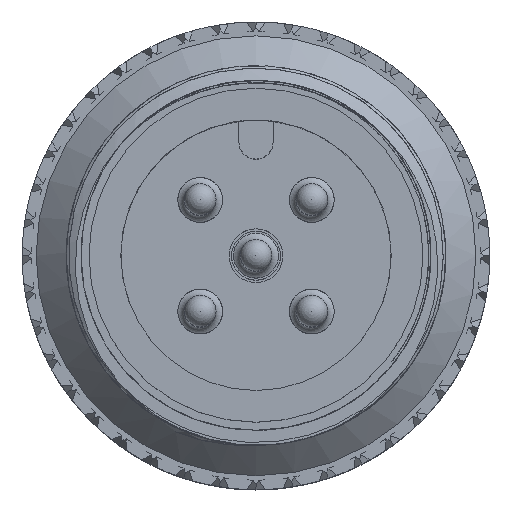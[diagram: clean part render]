
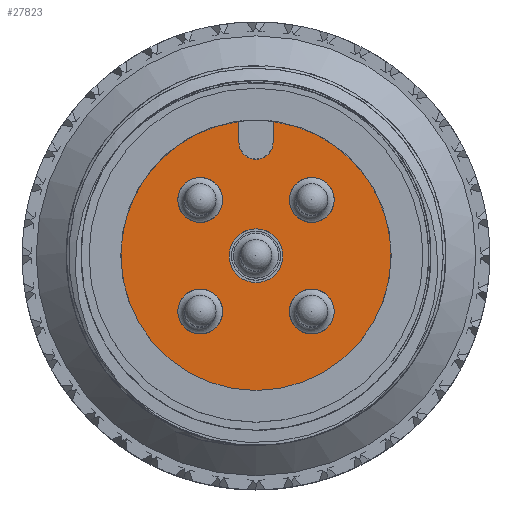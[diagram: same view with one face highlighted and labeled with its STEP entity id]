
A CAD part, top view. The second image highlights one B-rep face of the part: STEP entity #27823.
In plain terms, the highlighted planar face has unit normal (0, 0, 1).
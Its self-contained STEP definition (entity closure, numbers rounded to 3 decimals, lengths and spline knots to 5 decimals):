
#7204=FACE_BOUND('',#9484,.T.);
#7205=FACE_BOUND('',#9485,.T.);
#7206=FACE_BOUND('',#9486,.T.);
#7207=FACE_BOUND('',#9487,.T.);
#7208=FACE_BOUND('',#9488,.T.);
#7303=PLANE('',#30060);
#7500=FACE_OUTER_BOUND('',#9483,.T.);
#9483=EDGE_LOOP('',(#19312,#19313,#19314,#19315,#19316));
#9484=EDGE_LOOP('',(#19317,#19318));
#9485=EDGE_LOOP('',(#19319,#19320));
#9486=EDGE_LOOP('',(#19321,#19322));
#9487=EDGE_LOOP('',(#19323,#19324));
#9488=EDGE_LOOP('',(#19325,#19326));
#11546=LINE('',#33854,#11842);
#11551=LINE('',#33868,#11847);
#11842=VECTOR('',#31263,0.3937);
#11847=VECTOR('',#31276,0.3937);
#12136=CIRCLE('',#30018,0.0275);
#12137=CIRCLE('',#30019,0.0275);
#12144=CIRCLE('',#30029,0.0275);
#12145=CIRCLE('',#30030,0.0275);
#12152=CIRCLE('',#30040,0.0275);
#12153=CIRCLE('',#30041,0.0275);
#12160=CIRCLE('',#30051,0.0275);
#12161=CIRCLE('',#30052,0.0275);
#12162=CIRCLE('',#30055,0.021);
#12165=CIRCLE('',#30061,0.166);
#12166=CIRCLE('',#30062,0.166);
#12167=CIRCLE('',#30063,0.033);
#12168=CIRCLE('',#30064,0.033);
#12576=VERTEX_POINT('',#33783);
#12577=VERTEX_POINT('',#33785);
#12584=VERTEX_POINT('',#33804);
#12585=VERTEX_POINT('',#33806);
#12592=VERTEX_POINT('',#33825);
#12593=VERTEX_POINT('',#33827);
#12600=VERTEX_POINT('',#33846);
#12601=VERTEX_POINT('',#33848);
#12602=VERTEX_POINT('',#33852);
#12603=VERTEX_POINT('',#33853);
#12606=VERTEX_POINT('',#33861);
#12608=VERTEX_POINT('',#33867);
#12610=VERTEX_POINT('',#33875);
#12611=VERTEX_POINT('',#33878);
#12612=VERTEX_POINT('',#33879);
#14964=EDGE_CURVE('',#12577,#12576,#12136,.T.);
#14965=EDGE_CURVE('',#12576,#12577,#12137,.T.);
#14974=EDGE_CURVE('',#12585,#12584,#12144,.T.);
#14975=EDGE_CURVE('',#12584,#12585,#12145,.T.);
#14984=EDGE_CURVE('',#12593,#12592,#12152,.T.);
#14985=EDGE_CURVE('',#12592,#12593,#12153,.T.);
#14994=EDGE_CURVE('',#12601,#12600,#12160,.T.);
#14995=EDGE_CURVE('',#12600,#12601,#12161,.T.);
#14996=EDGE_CURVE('',#12602,#12603,#11546,.T.);
#15000=EDGE_CURVE('',#12603,#12606,#12162,.T.);
#15003=EDGE_CURVE('',#12606,#12608,#11551,.T.);
#15007=EDGE_CURVE('',#12610,#12608,#12165,.T.);
#15008=EDGE_CURVE('',#12602,#12610,#12166,.T.);
#15009=EDGE_CURVE('',#12611,#12612,#12167,.T.);
#15010=EDGE_CURVE('',#12612,#12611,#12168,.T.);
#19312=ORIENTED_EDGE('',*,*,#14996,.T.);
#19313=ORIENTED_EDGE('',*,*,#15000,.T.);
#19314=ORIENTED_EDGE('',*,*,#15003,.T.);
#19315=ORIENTED_EDGE('',*,*,#15007,.F.);
#19316=ORIENTED_EDGE('',*,*,#15008,.F.);
#19317=ORIENTED_EDGE('',*,*,#14964,.T.);
#19318=ORIENTED_EDGE('',*,*,#14965,.T.);
#19319=ORIENTED_EDGE('',*,*,#14974,.T.);
#19320=ORIENTED_EDGE('',*,*,#14975,.T.);
#19321=ORIENTED_EDGE('',*,*,#14984,.T.);
#19322=ORIENTED_EDGE('',*,*,#14985,.T.);
#19323=ORIENTED_EDGE('',*,*,#14994,.T.);
#19324=ORIENTED_EDGE('',*,*,#14995,.T.);
#19325=ORIENTED_EDGE('',*,*,#15009,.T.);
#19326=ORIENTED_EDGE('',*,*,#15010,.T.);
#27823=ADVANCED_FACE('',(#7500,#7204,#7205,#7206,#7207,#7208),#7303,.T.);
#30018=AXIS2_PLACEMENT_3D('',#33786,#31185,#31186);
#30019=AXIS2_PLACEMENT_3D('',#33787,#31187,#31188);
#30029=AXIS2_PLACEMENT_3D('',#33807,#31209,#31210);
#30030=AXIS2_PLACEMENT_3D('',#33808,#31211,#31212);
#30040=AXIS2_PLACEMENT_3D('',#33828,#31233,#31234);
#30041=AXIS2_PLACEMENT_3D('',#33829,#31235,#31236);
#30051=AXIS2_PLACEMENT_3D('',#33849,#31257,#31258);
#30052=AXIS2_PLACEMENT_3D('',#33850,#31259,#31260);
#30055=AXIS2_PLACEMENT_3D('',#33862,#31269,#31270);
#30060=AXIS2_PLACEMENT_3D('',#33874,#31283,#31284);
#30061=AXIS2_PLACEMENT_3D('',#33876,#31285,#31286);
#30062=AXIS2_PLACEMENT_3D('',#33877,#31287,#31288);
#30063=AXIS2_PLACEMENT_3D('',#33880,#31289,#31290);
#30064=AXIS2_PLACEMENT_3D('',#33881,#31291,#31292);
#31185=DIRECTION('center_axis',(0.,0.,-1.));
#31186=DIRECTION('ref_axis',(-0.707,0.707,0.));
#31187=DIRECTION('center_axis',(0.,0.,-1.));
#31188=DIRECTION('ref_axis',(-0.707,0.707,0.));
#31209=DIRECTION('center_axis',(0.,0.,-1.));
#31210=DIRECTION('ref_axis',(-0.707,-0.707,0.));
#31211=DIRECTION('center_axis',(0.,0.,-1.));
#31212=DIRECTION('ref_axis',(-0.707,-0.707,0.));
#31233=DIRECTION('center_axis',(0.,0.,-1.));
#31234=DIRECTION('ref_axis',(0.707,-0.707,0.));
#31235=DIRECTION('center_axis',(0.,0.,-1.));
#31236=DIRECTION('ref_axis',(0.707,-0.707,0.));
#31257=DIRECTION('center_axis',(0.,0.,-1.));
#31258=DIRECTION('ref_axis',(0.707,0.707,0.));
#31259=DIRECTION('center_axis',(0.,0.,-1.));
#31260=DIRECTION('ref_axis',(0.707,0.707,0.));
#31263=DIRECTION('',(0.,-1.,0.));
#31269=DIRECTION('center_axis',(0.,0.,-1.));
#31270=DIRECTION('ref_axis',(-1.,0.,0.));
#31276=DIRECTION('',(0.,1.,0.));
#31283=DIRECTION('center_axis',(0.,0.,1.));
#31284=DIRECTION('ref_axis',(1.,0.,0.));
#31285=DIRECTION('center_axis',(0.,0.,-1.));
#31286=DIRECTION('ref_axis',(1.,0.,0.));
#31287=DIRECTION('center_axis',(0.,0.,-1.));
#31288=DIRECTION('ref_axis',(1.,0.,0.));
#31289=DIRECTION('center_axis',(0.,0.,-1.));
#31290=DIRECTION('ref_axis',(1.,0.,0.));
#31291=DIRECTION('center_axis',(0.,0.,-1.));
#31292=DIRECTION('ref_axis',(1.,0.,0.));
#33783=CARTESIAN_POINT('',(-0.04903,0.04903,0.));
#33785=CARTESIAN_POINT('',(-0.08792,0.08792,0.));
#33786=CARTESIAN_POINT('Origin',(-0.06847,0.06847,
0.));
#33787=CARTESIAN_POINT('Origin',(-0.06847,0.06847,
0.));
#33804=CARTESIAN_POINT('',(-0.04903,-0.04903,0.));
#33806=CARTESIAN_POINT('',(-0.08792,-0.08792,0.));
#33807=CARTESIAN_POINT('Origin',(-0.06847,-0.06847,
0.));
#33808=CARTESIAN_POINT('Origin',(-0.06847,-0.06847,
0.));
#33825=CARTESIAN_POINT('',(0.04903,-0.04903,0.));
#33827=CARTESIAN_POINT('',(0.08792,-0.08792,0.));
#33828=CARTESIAN_POINT('Origin',(0.06847,-0.06847,
0.));
#33829=CARTESIAN_POINT('Origin',(0.06847,-0.06847,
0.));
#33846=CARTESIAN_POINT('',(0.04903,0.04903,0.));
#33848=CARTESIAN_POINT('',(0.08792,0.08792,0.));
#33849=CARTESIAN_POINT('Origin',(0.06847,0.06847,
0.));
#33850=CARTESIAN_POINT('Origin',(0.06847,0.06847,
0.));
#33852=CARTESIAN_POINT('',(0.021,0.16467,0.));
#33853=CARTESIAN_POINT('',(0.021,0.139,0.));
#33854=CARTESIAN_POINT('',(0.021,0.1525,0.));
#33861=CARTESIAN_POINT('',(-0.021,0.139,0.));
#33862=CARTESIAN_POINT('Origin',(0.,0.139,0.));
#33867=CARTESIAN_POINT('',(-0.021,0.16467,0.));
#33868=CARTESIAN_POINT('',(-0.021,0.16533,0.));
#33874=CARTESIAN_POINT('Origin',(0.,0.166,0.));
#33875=CARTESIAN_POINT('',(0.,-0.166,0.));
#33876=CARTESIAN_POINT('Origin',(0.,0.,0.));
#33877=CARTESIAN_POINT('Origin',(0.,0.,0.));
#33878=CARTESIAN_POINT('',(0.,0.033,0.));
#33879=CARTESIAN_POINT('',(0.,-0.033,0.));
#33880=CARTESIAN_POINT('Origin',(0.,0.,0.));
#33881=CARTESIAN_POINT('Origin',(0.,0.,0.));
